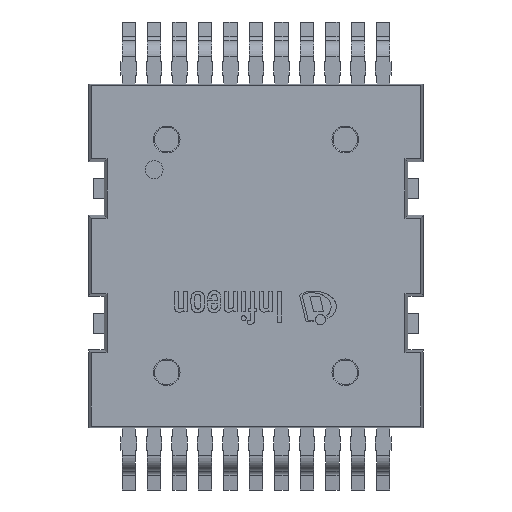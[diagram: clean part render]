
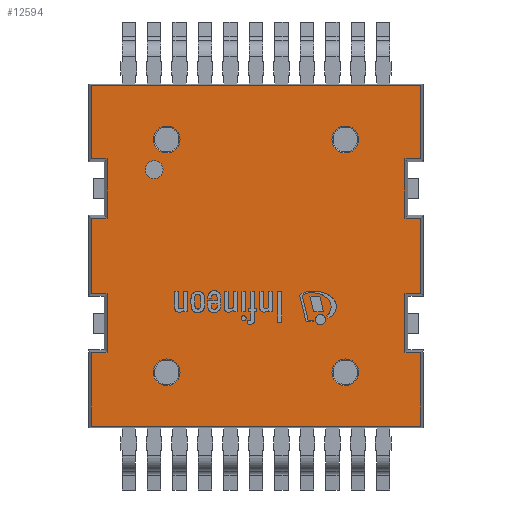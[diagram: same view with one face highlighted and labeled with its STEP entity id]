
A CAD part, top view. The second image highlights one B-rep face of the part: STEP entity #12594.
In plain terms, the highlighted planar face has unit normal (0, 0, 1).
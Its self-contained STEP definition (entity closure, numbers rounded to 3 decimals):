
#29=FACE_BOUND('',#1715,.T.);
#30=FACE_BOUND('',#1716,.T.);
#31=FACE_BOUND('',#1717,.T.);
#32=FACE_BOUND('',#1718,.T.);
#33=FACE_BOUND('',#1719,.T.);
#216=CIRCLE('',#13481,0.6);
#217=CIRCLE('',#13482,0.6);
#218=CIRCLE('',#13483,0.6);
#219=CIRCLE('',#13484,0.6);
#220=CIRCLE('',#13485,0.4);
#1026=FACE_OUTER_BOUND('',#1714,.T.);
#1714=EDGE_LOOP('',(#11013,#11014,#11015,#11016,#11017,#11018,#11019,#11020,
#11021,#11022,#11023,#11024,#11025,#11026,#11027,#11028,#11029,#11030,#11031,
#11032));
#1715=EDGE_LOOP('',(#11033));
#1716=EDGE_LOOP('',(#11034));
#1717=EDGE_LOOP('',(#11035));
#1718=EDGE_LOOP('',(#11036));
#1719=EDGE_LOOP('',(#11037));
#3066=LINE('',#20762,#4527);
#3072=LINE('',#20773,#4533);
#3078=LINE('',#20786,#4539);
#3082=LINE('',#20794,#4543);
#3085=LINE('',#20801,#4546);
#3086=LINE('',#20803,#4547);
#3087=LINE('',#20805,#4548);
#3088=LINE('',#20807,#4549);
#3089=LINE('',#20809,#4550);
#3090=LINE('',#20811,#4551);
#3091=LINE('',#20813,#4552);
#3092=LINE('',#20814,#4553);
#3093=LINE('',#20816,#4554);
#3094=LINE('',#20818,#4555);
#3095=LINE('',#20820,#4556);
#3096=LINE('',#20822,#4557);
#3097=LINE('',#20824,#4558);
#3098=LINE('',#20826,#4559);
#3099=LINE('',#20828,#4560);
#3100=LINE('',#20829,#4561);
#4527=VECTOR('',#16371,1.);
#4533=VECTOR('',#16379,1.);
#4539=VECTOR('',#16389,1.);
#4543=VECTOR('',#16395,1.);
#4546=VECTOR('',#16402,1.);
#4547=VECTOR('',#16403,1.);
#4548=VECTOR('',#16404,1.);
#4549=VECTOR('',#16405,1.);
#4550=VECTOR('',#16406,1.);
#4551=VECTOR('',#16407,1.);
#4552=VECTOR('',#16408,1.);
#4553=VECTOR('',#16409,1.);
#4554=VECTOR('',#16410,1.);
#4555=VECTOR('',#16411,1.);
#4556=VECTOR('',#16412,1.);
#4557=VECTOR('',#16413,1.);
#4558=VECTOR('',#16414,1.);
#4559=VECTOR('',#16415,1.);
#4560=VECTOR('',#16416,1.);
#4561=VECTOR('',#16417,1.);
#5903=VERTEX_POINT('',#20759);
#5904=VERTEX_POINT('',#20761);
#5908=VERTEX_POINT('',#20771);
#5910=VERTEX_POINT('',#20779);
#5913=VERTEX_POINT('',#20784);
#5916=VERTEX_POINT('',#20792);
#5918=VERTEX_POINT('',#20800);
#5919=VERTEX_POINT('',#20802);
#5920=VERTEX_POINT('',#20804);
#5921=VERTEX_POINT('',#20806);
#5922=VERTEX_POINT('',#20808);
#5923=VERTEX_POINT('',#20810);
#5924=VERTEX_POINT('',#20812);
#5925=VERTEX_POINT('',#20815);
#5926=VERTEX_POINT('',#20817);
#5927=VERTEX_POINT('',#20819);
#5928=VERTEX_POINT('',#20821);
#5929=VERTEX_POINT('',#20823);
#5930=VERTEX_POINT('',#20825);
#5931=VERTEX_POINT('',#20827);
#5932=VERTEX_POINT('',#20830);
#5933=VERTEX_POINT('',#20832);
#5934=VERTEX_POINT('',#20834);
#5935=VERTEX_POINT('',#20836);
#5936=VERTEX_POINT('',#20838);
#7618=EDGE_CURVE('',#5903,#5904,#3066,.T.);
#7624=EDGE_CURVE('',#5903,#5908,#3072,.T.);
#7630=EDGE_CURVE('',#5913,#5910,#3078,.T.);
#7634=EDGE_CURVE('',#5913,#5916,#3082,.T.);
#7637=EDGE_CURVE('',#5908,#5918,#3085,.T.);
#7638=EDGE_CURVE('',#5918,#5919,#3086,.T.);
#7639=EDGE_CURVE('',#5919,#5920,#3087,.T.);
#7640=EDGE_CURVE('',#5920,#5921,#3088,.T.);
#7641=EDGE_CURVE('',#5921,#5922,#3089,.T.);
#7642=EDGE_CURVE('',#5922,#5923,#3090,.T.);
#7643=EDGE_CURVE('',#5923,#5924,#3091,.T.);
#7644=EDGE_CURVE('',#5924,#5910,#3092,.T.);
#7645=EDGE_CURVE('',#5916,#5925,#3093,.T.);
#7646=EDGE_CURVE('',#5925,#5926,#3094,.T.);
#7647=EDGE_CURVE('',#5926,#5927,#3095,.T.);
#7648=EDGE_CURVE('',#5927,#5928,#3096,.T.);
#7649=EDGE_CURVE('',#5928,#5929,#3097,.T.);
#7650=EDGE_CURVE('',#5929,#5930,#3098,.T.);
#7651=EDGE_CURVE('',#5930,#5931,#3099,.T.);
#7652=EDGE_CURVE('',#5931,#5904,#3100,.T.);
#7653=EDGE_CURVE('',#5932,#5932,#216,.T.);
#7654=EDGE_CURVE('',#5933,#5933,#217,.T.);
#7655=EDGE_CURVE('',#5934,#5934,#218,.T.);
#7656=EDGE_CURVE('',#5935,#5935,#219,.T.);
#7657=EDGE_CURVE('',#5936,#5936,#220,.T.);
#11013=ORIENTED_EDGE('',*,*,#7618,.F.);
#11014=ORIENTED_EDGE('',*,*,#7624,.T.);
#11015=ORIENTED_EDGE('',*,*,#7637,.T.);
#11016=ORIENTED_EDGE('',*,*,#7638,.T.);
#11017=ORIENTED_EDGE('',*,*,#7639,.T.);
#11018=ORIENTED_EDGE('',*,*,#7640,.T.);
#11019=ORIENTED_EDGE('',*,*,#7641,.T.);
#11020=ORIENTED_EDGE('',*,*,#7642,.T.);
#11021=ORIENTED_EDGE('',*,*,#7643,.T.);
#11022=ORIENTED_EDGE('',*,*,#7644,.T.);
#11023=ORIENTED_EDGE('',*,*,#7630,.F.);
#11024=ORIENTED_EDGE('',*,*,#7634,.T.);
#11025=ORIENTED_EDGE('',*,*,#7645,.T.);
#11026=ORIENTED_EDGE('',*,*,#7646,.T.);
#11027=ORIENTED_EDGE('',*,*,#7647,.T.);
#11028=ORIENTED_EDGE('',*,*,#7648,.T.);
#11029=ORIENTED_EDGE('',*,*,#7649,.T.);
#11030=ORIENTED_EDGE('',*,*,#7650,.T.);
#11031=ORIENTED_EDGE('',*,*,#7651,.T.);
#11032=ORIENTED_EDGE('',*,*,#7652,.T.);
#11033=ORIENTED_EDGE('',*,*,#7653,.T.);
#11034=ORIENTED_EDGE('',*,*,#7654,.T.);
#11035=ORIENTED_EDGE('',*,*,#7655,.T.);
#11036=ORIENTED_EDGE('',*,*,#7656,.T.);
#11037=ORIENTED_EDGE('',*,*,#7657,.T.);
#11919=PLANE('',#13480);
#12594=ADVANCED_FACE('',(#1026,#29,#30,#31,#32,#33),#11919,.T.);
#13480=AXIS2_PLACEMENT_3D('',#20799,#16400,#16401);
#13481=AXIS2_PLACEMENT_3D('',#20831,#16418,#16419);
#13482=AXIS2_PLACEMENT_3D('',#20833,#16420,#16421);
#13483=AXIS2_PLACEMENT_3D('',#20835,#16422,#16423);
#13484=AXIS2_PLACEMENT_3D('',#20837,#16424,#16425);
#13485=AXIS2_PLACEMENT_3D('',#20839,#16426,#16427);
#16371=DIRECTION('',(1.,0.,0.));
#16379=DIRECTION('',(0.,-1.,0.));
#16389=DIRECTION('',(-1.,0.,0.));
#16395=DIRECTION('',(0.,1.,0.));
#16400=DIRECTION('center_axis',(0.,0.,1.));
#16401=DIRECTION('ref_axis',(-1.,0.,0.));
#16402=DIRECTION('',(1.,0.,0.));
#16403=DIRECTION('',(0.,-1.,0.));
#16404=DIRECTION('',(-1.,0.,0.));
#16405=DIRECTION('',(0.,-1.,0.));
#16406=DIRECTION('',(1.,0.,0.));
#16407=DIRECTION('',(0.,-1.,0.));
#16408=DIRECTION('',(-1.,0.,0.));
#16409=DIRECTION('',(0.,-1.,0.));
#16410=DIRECTION('',(-1.,0.,0.));
#16411=DIRECTION('',(0.,1.,0.));
#16412=DIRECTION('',(1.,0.,0.));
#16413=DIRECTION('',(0.,1.,0.));
#16414=DIRECTION('',(-1.,0.,0.));
#16415=DIRECTION('',(0.,1.,0.));
#16416=DIRECTION('',(1.,0.,0.));
#16417=DIRECTION('',(0.,1.,0.));
#16418=DIRECTION('center_axis',(0.,0.,-1.));
#16419=DIRECTION('ref_axis',(1.,0.,0.));
#16420=DIRECTION('center_axis',(0.,0.,-1.));
#16421=DIRECTION('ref_axis',(1.,0.,0.));
#16422=DIRECTION('center_axis',(0.,0.,-1.));
#16423=DIRECTION('ref_axis',(1.,0.,0.));
#16424=DIRECTION('center_axis',(0.,0.,-1.));
#16425=DIRECTION('ref_axis',(1.,0.,0.));
#16426=DIRECTION('center_axis',(0.,0.,-1.));
#16427=DIRECTION('ref_axis',(0.,1.,0.));
#20759=CARTESIAN_POINT('',(-7.38,7.621,2.5));
#20761=CARTESIAN_POINT('',(7.38,7.621,2.5));
#20762=CARTESIAN_POINT('',(4.5,7.621,2.5));
#20771=CARTESIAN_POINT('',(-7.38,4.347,2.5));
#20773=CARTESIAN_POINT('',(-7.38,-3.85,2.5));
#20779=CARTESIAN_POINT('',(-7.38,-7.621,2.5));
#20784=CARTESIAN_POINT('',(7.38,-7.621,2.5));
#20786=CARTESIAN_POINT('',(4.5,-7.621,2.5));
#20792=CARTESIAN_POINT('',(7.38,-4.337,2.5));
#20794=CARTESIAN_POINT('',(7.38,-3.85,2.5));
#20799=CARTESIAN_POINT('Origin',(0.,0.,
2.5));
#20800=CARTESIAN_POINT('',(-6.673,4.347,2.5));
#20801=CARTESIAN_POINT('',(-4.1,4.347,2.5));
#20802=CARTESIAN_POINT('',(-6.673,1.693,2.5));
#20803=CARTESIAN_POINT('',(-6.673,2.11,2.5));
#20804=CARTESIAN_POINT('',(-7.38,1.693,2.5));
#20805=CARTESIAN_POINT('',(-3.4,1.693,2.5));
#20806=CARTESIAN_POINT('',(-7.38,-1.683,2.5));
#20807=CARTESIAN_POINT('',(-7.38,-3.85,2.5));
#20808=CARTESIAN_POINT('',(-6.673,-1.683,2.5));
#20809=CARTESIAN_POINT('',(-4.1,-1.683,2.5));
#20810=CARTESIAN_POINT('',(-6.673,-4.337,2.5));
#20811=CARTESIAN_POINT('',(-6.673,-0.905,2.5));
#20812=CARTESIAN_POINT('',(-7.38,-4.337,2.5));
#20813=CARTESIAN_POINT('',(-3.4,-4.337,2.5));
#20814=CARTESIAN_POINT('',(-7.38,4.503,2.5));
#20815=CARTESIAN_POINT('',(6.673,-4.337,2.5));
#20816=CARTESIAN_POINT('',(4.1,-4.337,2.5));
#20817=CARTESIAN_POINT('',(6.673,-1.683,2.5));
#20818=CARTESIAN_POINT('',(6.673,-2.105,2.5));
#20819=CARTESIAN_POINT('',(7.38,-1.683,2.5));
#20820=CARTESIAN_POINT('',(3.4,-1.683,2.5));
#20821=CARTESIAN_POINT('',(7.38,1.693,2.5));
#20822=CARTESIAN_POINT('',(7.38,-3.85,2.5));
#20823=CARTESIAN_POINT('',(6.673,1.693,2.5));
#20824=CARTESIAN_POINT('',(4.1,1.693,2.5));
#20825=CARTESIAN_POINT('',(6.673,4.347,2.5));
#20826=CARTESIAN_POINT('',(6.673,0.91,2.5));
#20827=CARTESIAN_POINT('',(7.38,4.347,2.5));
#20828=CARTESIAN_POINT('',(3.4,4.347,2.5));
#20829=CARTESIAN_POINT('',(7.38,-3.85,2.5));
#20830=CARTESIAN_POINT('',(-4.6,-5.215,2.5));
#20831=CARTESIAN_POINT('Origin',(-4.,-5.215,2.5));
#20832=CARTESIAN_POINT('',(3.4,5.215,2.5));
#20833=CARTESIAN_POINT('Origin',(4.,5.215,2.5));
#20834=CARTESIAN_POINT('',(-4.6,5.215,2.5));
#20835=CARTESIAN_POINT('Origin',(-4.,5.215,2.5));
#20836=CARTESIAN_POINT('',(3.4,-5.215,2.5));
#20837=CARTESIAN_POINT('Origin',(4.,-5.215,2.5));
#20838=CARTESIAN_POINT('',(-4.56,3.461,2.5));
#20839=CARTESIAN_POINT('Origin',(-4.56,3.861,2.5));
